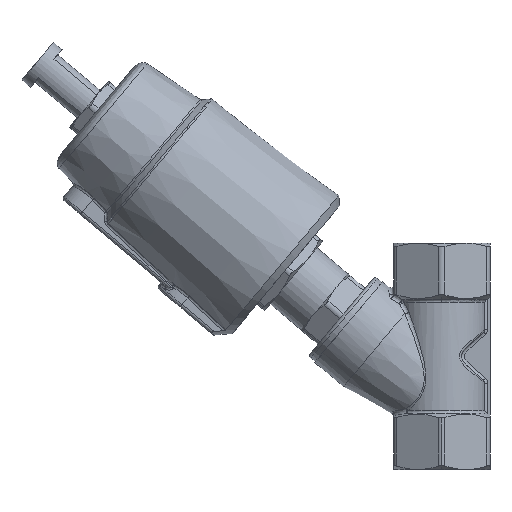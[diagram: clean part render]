
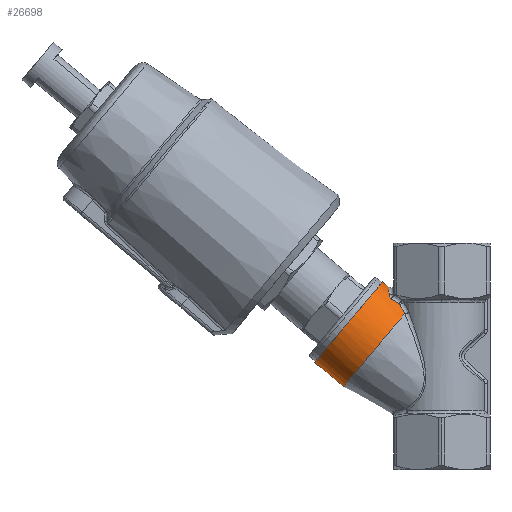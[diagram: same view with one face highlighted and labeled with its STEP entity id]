
A CAD part, left-side view. The second image highlights one B-rep face of the part: STEP entity #26698.
In plain terms, the highlighted cylindrical face has radius 17.5 mm (diameter 35 mm), a partial arc.
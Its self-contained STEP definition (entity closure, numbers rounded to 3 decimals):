
#1011 = EDGE_CURVE ( 'NONE', #25050, #8196, #26484, .T. ) ;
#1202 = AXIS2_PLACEMENT_3D ( 'NONE', #14705, #34517, #17552 ) ;
#1307 = CARTESIAN_POINT ( 'NONE',  ( -10.259, 12.327, 14.201 ) ) ;
#1740 = DIRECTION ( 'NONE',  ( 0., 0.643, -0.766 ) ) ;
#1962 = ORIENTED_EDGE ( 'NONE', *, *, #1011, .T. ) ;
#1984 = VERTEX_POINT ( 'NONE', #36702 ) ;
#2357 = EDGE_LOOP ( 'NONE', ( #19695, #23702, #9308, #1962, #23769, #29260, #35237, #11910, #27108 ) ) ;
#3811 = CARTESIAN_POINT ( 'NONE',  ( 0., 19.776, 24.789 ) ) ;
#3835 = EDGE_CURVE ( 'NONE', #27141, #12153, #26953, .T. ) ;
#4146 = CARTESIAN_POINT ( 'NONE',  ( -10.238, 12.305, 14.203 ) ) ;
#4327 = CARTESIAN_POINT ( 'NONE',  ( -8.784, 16.106, 18.628 ) ) ;
#4753 = CARTESIAN_POINT ( 'NONE',  ( -2.66, 17.643, 22.999 ) ) ;
#5635 = EDGE_CURVE ( 'NONE', #11334, #29749, #33541, .T. ) ;
#6614 = DIRECTION ( 'NONE',  ( 0., -0.643, 0.766 ) ) ;
#7091 = CARTESIAN_POINT ( 'NONE',  ( 0., 42.274, -2.023 ) ) ;
#7907 = CARTESIAN_POINT ( 'NONE',  ( 0., 42.274, -2.023 ) ) ;
#8196 = VERTEX_POINT ( 'NONE', #19327 ) ;
#8614 = CIRCLE ( 'NONE', #1202, 17.5 ) ;
#9308 = ORIENTED_EDGE ( 'NONE', *, *, #29628, .T. ) ;
#9459 = CARTESIAN_POINT ( 'NONE',  ( 0., 21.449, 3.348 ) ) ;
#9510 = LINE ( 'NONE', #7907, #31246 ) ;
#11334 = VERTEX_POINT ( 'NONE', #35614 ) ;
#11550 = CARTESIAN_POINT ( 'NONE',  ( -8.201, 17.522, 20.236 ) ) ;
#11851 = EDGE_CURVE ( 'NONE', #8196, #12046, #20165, .T. ) ;
#11910 = ORIENTED_EDGE ( 'NONE', *, *, #3835, .T. ) ;
#12046 = VERTEX_POINT ( 'NONE', #27211 ) ;
#12153 = VERTEX_POINT ( 'NONE', #22390 ) ;
#12208 = CYLINDRICAL_SURFACE ( 'NONE', #14100, 17.5 ) ;
#12615 = CARTESIAN_POINT ( 'NONE',  ( -10.317, 12.363, 14.176 ) ) ;
#13224 = CARTESIAN_POINT ( 'NONE',  ( -7.646, 17.578, 20.649 ) ) ;
#13346 = CARTESIAN_POINT ( 'NONE',  ( -8.924, 13.516, 16.378 ) ) ;
#14100 = AXIS2_PLACEMENT_3D ( 'NONE', #18731, #27136, #1740 ) ;
#14433 = CARTESIAN_POINT ( 'NONE',  ( -7.646, 17.578, 20.649 ) ) ;
#14705 = CARTESIAN_POINT ( 'NONE',  ( 0., 31.025, 11.383 ) ) ;
#15838 = B_SPLINE_CURVE_WITH_KNOTS ( 'NONE', 3,
 ( #21755, #24601, #13346, #33144 ),
 .UNSPECIFIED., .F., .F.,
 ( 4, 4 ),
 ( 0., 0.004 ),
 .UNSPECIFIED. ) ;
#16351 =( BOUNDED_CURVE ( )  B_SPLINE_CURVE ( 3, ( #13224, #30163, #4753, #24608 ),
 .UNSPECIFIED., .F., .T. ) 
 B_SPLINE_CURVE_WITH_KNOTS ( ( 4, 4 ),
 ( 2.689, 3.142 ),
 .UNSPECIFIED. ) 
 CURVE ( )  GEOMETRIC_REPRESENTATION_ITEM ( )  RATIONAL_B_SPLINE_CURVE ( ( 1., 0.983, 0.983, 1. ) ) 
 REPRESENTATION_ITEM ( '' )  );
#16879 = CARTESIAN_POINT ( 'NONE',  ( 0., 17.643, 22.999 ) ) ;
#17552 = DIRECTION ( 'NONE',  ( 0., -0.643, 0.766 ) ) ;
#17649 = EDGE_CURVE ( 'NONE', #12153, #29749, #16351, .T. ) ;
#18296 = CARTESIAN_POINT ( 'NONE',  ( -10.271, 12.335, 14.197 ) ) ;
#18456 = VECTOR ( 'NONE', #26491, 1000. ) ;
#18731 = CARTESIAN_POINT ( 'NONE',  ( 0., 31.025, 11.383 ) ) ;
#19327 = CARTESIAN_POINT ( 'NONE',  ( -10.317, 12.363, 14.176 ) ) ;
#19627 = VERTEX_POINT ( 'NONE', #7091 ) ;
#19667 = CARTESIAN_POINT ( 'NONE',  ( 0., 32.698, -10.058 ) ) ;
#19695 = ORIENTED_EDGE ( 'NONE', *, *, #5635, .F. ) ;
#20165 = B_SPLINE_CURVE_WITH_KNOTS ( 'NONE', 3,
 ( #12615, #29574, #35272, #18296, #1307, #21172, #4146 ),
 .UNSPECIFIED., .F., .F.,
 ( 4, 3, 4 ),
 ( 0., 0., 0. ),
 .UNSPECIFIED. ) ;
#21172 = CARTESIAN_POINT ( 'NONE',  ( -10.248, 12.316, 14.203 ) ) ;
#21755 = CARTESIAN_POINT ( 'NONE',  ( -10.238, 12.305, 14.203 ) ) ;
#22390 = CARTESIAN_POINT ( 'NONE',  ( -7.646, 17.578, 20.649 ) ) ;
#22415 = FACE_OUTER_BOUND ( 'NONE', #2357, .T. ) ;
#23702 = ORIENTED_EDGE ( 'NONE', *, *, #36761, .F. ) ;
#23769 = ORIENTED_EDGE ( 'NONE', *, *, #11851, .T. ) ;
#24178 = CARTESIAN_POINT ( 'NONE',  ( -9.09, 17.132, 19.246 ) ) ;
#24601 = CARTESIAN_POINT ( 'NONE',  ( -9.618, 12.924, 15.306 ) ) ;
#24608 = CARTESIAN_POINT ( 'NONE',  ( 0., 17.643, 22.999 ) ) ;
#24723 = CARTESIAN_POINT ( 'NONE',  ( -8.678, 17.365, 19.762 ) ) ;
#25050 = VERTEX_POINT ( 'NONE', #19667 ) ;
#25278 = CARTESIAN_POINT ( 'NONE',  ( -9.09, 17.132, 19.246 ) ) ;
#25618 = EDGE_CURVE ( 'NONE', #12046, #1984, #15838, .T. ) ;
#25678 = CARTESIAN_POINT ( 'NONE',  ( -8.895, 17.258, 19.507 ) ) ;
#26471 = DIRECTION ( 'NONE',  ( 0., 0.766, 0.643 ) ) ;
#26484 = CIRCLE ( 'NONE', #32646, 17.5 ) ;
#26491 = DIRECTION ( 'NONE',  ( 0., -0.766, -0.643 ) ) ;
#26656 = CARTESIAN_POINT ( 'NONE',  ( -8.12, 14.072, 17.394 ) ) ;
#26698 = ADVANCED_FACE ( 'NONE', ( #22415 ), #12208, .T. ) ;
#26953 = B_SPLINE_CURVE_WITH_KNOTS ( 'NONE', 3,
 ( #28550, #25678, #24723, #11550, #31379, #14433 ),
 .UNSPECIFIED., .F., .F.,
 ( 4, 2, 4 ),
 ( 0., 0.001, 0.002 ),
 .UNSPECIFIED. ) ;
#27108 = ORIENTED_EDGE ( 'NONE', *, *, #17649, .T. ) ;
#27136 = DIRECTION ( 'NONE',  ( 0., -0.766, -0.643 ) ) ;
#27141 = VERTEX_POINT ( 'NONE', #25278 ) ;
#27211 = CARTESIAN_POINT ( 'NONE',  ( -10.238, 12.305, 14.203 ) ) ;
#28550 = CARTESIAN_POINT ( 'NONE',  ( -9.09, 17.132, 19.246 ) ) ;
#28764 = EDGE_CURVE ( 'NONE', #1984, #27141, #35309, .T. ) ;
#29260 = ORIENTED_EDGE ( 'NONE', *, *, #25618, .T. ) ;
#29574 = CARTESIAN_POINT ( 'NONE',  ( -10.302, 12.356, 14.185 ) ) ;
#29628 = EDGE_CURVE ( 'NONE', #19627, #25050, #9510, .T. ) ;
#29749 = VERTEX_POINT ( 'NONE', #16879 ) ;
#30163 = CARTESIAN_POINT ( 'NONE',  ( -5.253, 17.621, 22.202 ) ) ;
#31246 = VECTOR ( 'NONE', #36330, 1000. ) ;
#31379 = CARTESIAN_POINT ( 'NONE',  ( -7.942, 17.573, 20.457 ) ) ;
#32646 = AXIS2_PLACEMENT_3D ( 'NONE', #9459, #26471, #6614 ) ;
#33144 = CARTESIAN_POINT ( 'NONE',  ( -8.12, 14.072, 17.394 ) ) ;
#33541 = LINE ( 'NONE', #3811, #18456 ) ;
#34517 = DIRECTION ( 'NONE',  ( 0., 0.766, 0.643 ) ) ;
#35237 = ORIENTED_EDGE ( 'NONE', *, *, #28764, .T. ) ;
#35272 = CARTESIAN_POINT ( 'NONE',  ( -10.286, 12.347, 14.192 ) ) ;
#35309 = B_SPLINE_CURVE_WITH_KNOTS ( 'NONE', 3,
 ( #26656, #35447, #4327, #24178 ),
 .UNSPECIFIED., .F., .F.,
 ( 4, 4 ),
 ( 0., 0.004 ),
 .UNSPECIFIED. ) ;
#35447 = CARTESIAN_POINT ( 'NONE',  ( -8.462, 15.086, 18.011 ) ) ;
#35614 = CARTESIAN_POINT ( 'NONE',  ( 0., 19.776, 24.789 ) ) ;
#36330 = DIRECTION ( 'NONE',  ( 0., -0.766, -0.643 ) ) ;
#36702 = CARTESIAN_POINT ( 'NONE',  ( -8.12, 14.072, 17.394 ) ) ;
#36761 = EDGE_CURVE ( 'NONE', #19627, #11334, #8614, .T. ) ;
